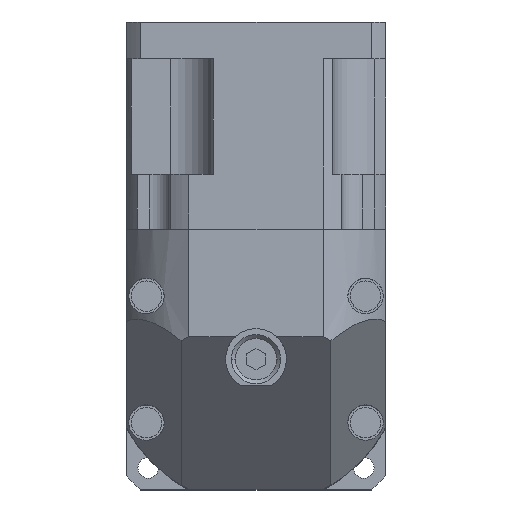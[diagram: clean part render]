
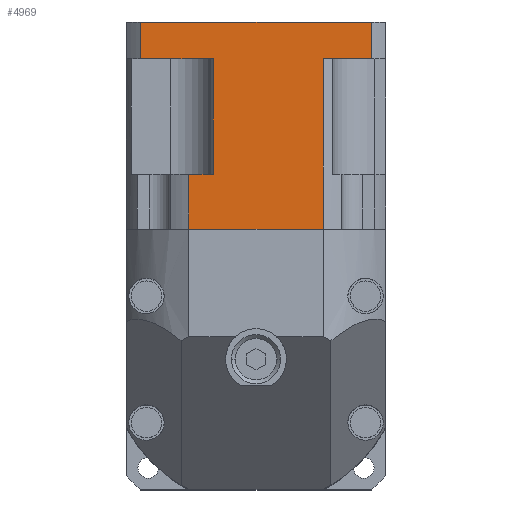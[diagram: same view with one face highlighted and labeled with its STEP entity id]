
A CAD part, top view. The second image highlights one B-rep face of the part: STEP entity #4969.
In plain terms, the highlighted face is planar.
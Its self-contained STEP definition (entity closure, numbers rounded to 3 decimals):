
#177 = LINE ( 'NONE', #13540, #11806 ) ;
#271 = EDGE_CURVE ( 'NONE', #10158, #783, #10263, .T. ) ;
#528 = DIRECTION ( 'NONE',  ( 1., 0., 0. ) ) ;
#703 = CARTESIAN_POINT ( 'NONE',  ( -7., -21.3, 28. ) ) ;
#783 = VERTEX_POINT ( 'NONE', #3210 ) ;
#923 = EDGE_CURVE ( 'NONE', #9759, #1311, #13194, .T. ) ;
#930 = EDGE_CURVE ( 'NONE', #3446, #10158, #1239, .T. ) ;
#1239 = LINE ( 'NONE', #10437, #12488 ) ;
#1263 = DIRECTION ( 'NONE',  ( 0., 0., -1. ) ) ;
#1311 = VERTEX_POINT ( 'NONE', #12150 ) ;
#1715 = CARTESIAN_POINT ( 'NONE',  ( -7., -21.3, 34. ) ) ;
#1988 = EDGE_CURVE ( 'NONE', #783, #11883, #9477, .T. ) ;
#2198 = CARTESIAN_POINT ( 'NONE',  ( 18.936, -21.3, 34. ) ) ;
#2445 = DIRECTION ( 'NONE',  ( 0., 0., 1. ) ) ;
#2539 = DIRECTION ( 'NONE',  ( 0., 0., 1. ) ) ;
#2567 = VERTEX_POINT ( 'NONE', #7044 ) ;
#2597 = DIRECTION ( 'NONE',  ( -1., 0., 0. ) ) ;
#2638 = AXIS2_PLACEMENT_3D ( 'NONE', #10238, #9159, #2445 ) ;
#2662 = ORIENTED_EDGE ( 'NONE', *, *, #271, .F. ) ;
#2679 = VERTEX_POINT ( 'NONE', #7240 ) ;
#3146 = LINE ( 'NONE', #2198, #11783 ) ;
#3210 = CARTESIAN_POINT ( 'NONE',  ( -7., -21.3, 9. ) ) ;
#3286 = CARTESIAN_POINT ( 'NONE',  ( 18.936, -21.3, 28. ) ) ;
#3442 = ORIENTED_EDGE ( 'NONE', *, *, #10842, .F. ) ;
#3446 = VERTEX_POINT ( 'NONE', #9614 ) ;
#3495 = VECTOR ( 'NONE', #14061, 1000. ) ;
#3499 = EDGE_LOOP ( 'NONE', ( #2662, #7798, #5142, #12428, #10231, #8175, #3508, #11320, #3442, #6321 ) ) ;
#3508 = ORIENTED_EDGE ( 'NONE', *, *, #5128, .F. ) ;
#4211 = EDGE_CURVE ( 'NONE', #3446, #5091, #177, .T. ) ;
#4276 = VECTOR ( 'NONE', #7017, 1000. ) ;
#4398 = VECTOR ( 'NONE', #528, 1000. ) ;
#4941 = CARTESIAN_POINT ( 'NONE',  ( 11.059, -21.3, 0. ) ) ;
#4969 = ADVANCED_FACE ( 'NONE', ( #8797 ), #5767, .F. ) ;
#4985 = CARTESIAN_POINT ( 'NONE',  ( 11.059, -21.3, 28. ) ) ;
#5091 = VERTEX_POINT ( 'NONE', #4941 ) ;
#5128 = EDGE_CURVE ( 'NONE', #5512, #2679, #10386, .T. ) ;
#5142 = ORIENTED_EDGE ( 'NONE', *, *, #4211, .T. ) ;
#5512 = VERTEX_POINT ( 'NONE', #12491 ) ;
#5564 = LINE ( 'NONE', #4985, #5930 ) ;
#5767 = PLANE ( 'NONE',  #2638 ) ;
#5915 = CARTESIAN_POINT ( 'NONE',  ( -18.936, -21.3, 28. ) ) ;
#5930 = VECTOR ( 'NONE', #13963, 1000. ) ;
#5968 = EDGE_CURVE ( 'NONE', #2679, #9759, #3146, .T. ) ;
#6321 = ORIENTED_EDGE ( 'NONE', *, *, #1988, .F. ) ;
#6861 = CARTESIAN_POINT ( 'NONE',  ( -18.936, -21.3, 34. ) ) ;
#7017 = DIRECTION ( 'NONE',  ( 1., 0., 0. ) ) ;
#7044 = CARTESIAN_POINT ( 'NONE',  ( -18.936, -21.3, 28. ) ) ;
#7192 = EDGE_CURVE ( 'NONE', #1311, #5091, #5564, .T. ) ;
#7240 = CARTESIAN_POINT ( 'NONE',  ( 18.936, -21.3, 34. ) ) ;
#7673 = VECTOR ( 'NONE', #7944, 1000. ) ;
#7798 = ORIENTED_EDGE ( 'NONE', *, *, #930, .F. ) ;
#7806 = DIRECTION ( 'NONE',  ( 1., 0., 0. ) ) ;
#7944 = DIRECTION ( 'NONE',  ( -1., 0., 0. ) ) ;
#8101 = VECTOR ( 'NONE', #1263, 1000. ) ;
#8175 = ORIENTED_EDGE ( 'NONE', *, *, #5968, .F. ) ;
#8368 = CARTESIAN_POINT ( 'NONE',  ( -18.936, -21.3, 34. ) ) ;
#8455 = LINE ( 'NONE', #6861, #8101 ) ;
#8797 = FACE_OUTER_BOUND ( 'NONE', #3499, .T. ) ;
#9159 = DIRECTION ( 'NONE',  ( 0., 1., 0. ) ) ;
#9428 = EDGE_CURVE ( 'NONE', #5512, #2567, #8455, .T. ) ;
#9477 = LINE ( 'NONE', #1715, #3495 ) ;
#9614 = CARTESIAN_POINT ( 'NONE',  ( -11.059, -21.3, 0. ) ) ;
#9759 = VERTEX_POINT ( 'NONE', #3286 ) ;
#9851 = VECTOR ( 'NONE', #2597, 1000. ) ;
#10047 = DIRECTION ( 'NONE',  ( 0., 0., -1. ) ) ;
#10158 = VERTEX_POINT ( 'NONE', #12080 ) ;
#10231 = ORIENTED_EDGE ( 'NONE', *, *, #923, .F. ) ;
#10238 = CARTESIAN_POINT ( 'NONE',  ( -18.936, -21.3, 34. ) ) ;
#10263 = LINE ( 'NONE', #13736, #4276 ) ;
#10386 = LINE ( 'NONE', #8368, #4398 ) ;
#10437 = CARTESIAN_POINT ( 'NONE',  ( -11.059, -21.3, 28. ) ) ;
#10674 = LINE ( 'NONE', #12437, #7673 ) ;
#10842 = EDGE_CURVE ( 'NONE', #11883, #2567, #10674, .T. ) ;
#11320 = ORIENTED_EDGE ( 'NONE', *, *, #9428, .T. ) ;
#11783 = VECTOR ( 'NONE', #10047, 1000. ) ;
#11806 = VECTOR ( 'NONE', #7806, 1000. ) ;
#11883 = VERTEX_POINT ( 'NONE', #703 ) ;
#12080 = CARTESIAN_POINT ( 'NONE',  ( -11.059, -21.3, 9. ) ) ;
#12150 = CARTESIAN_POINT ( 'NONE',  ( 11.059, -21.3, 28. ) ) ;
#12428 = ORIENTED_EDGE ( 'NONE', *, *, #7192, .F. ) ;
#12437 = CARTESIAN_POINT ( 'NONE',  ( -18.936, -21.3, 28. ) ) ;
#12488 = VECTOR ( 'NONE', #2539, 1000. ) ;
#12491 = CARTESIAN_POINT ( 'NONE',  ( -18.936, -21.3, 34. ) ) ;
#13194 = LINE ( 'NONE', #5915, #9851 ) ;
#13540 = CARTESIAN_POINT ( 'NONE',  ( -18.936, -21.3, 0. ) ) ;
#13736 = CARTESIAN_POINT ( 'NONE',  ( -18.936, -21.3, 9. ) ) ;
#13963 = DIRECTION ( 'NONE',  ( 0., 0., -1. ) ) ;
#14061 = DIRECTION ( 'NONE',  ( 0., 0., 1. ) ) ;
